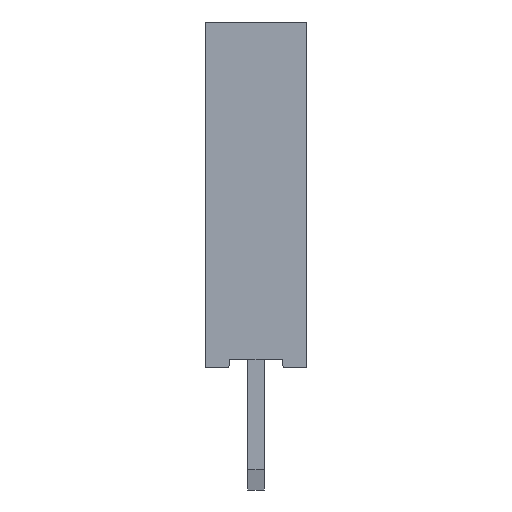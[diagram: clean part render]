
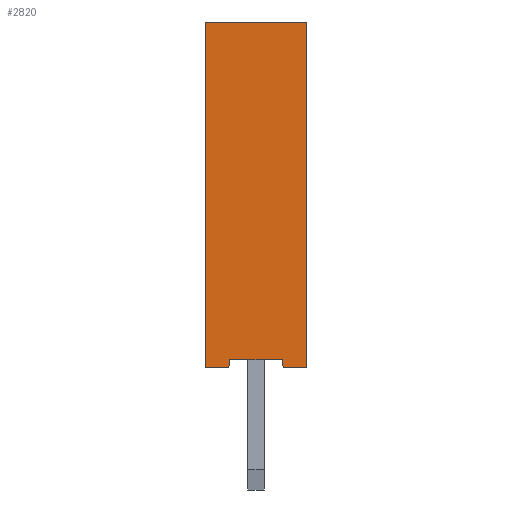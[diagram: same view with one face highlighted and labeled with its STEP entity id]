
A CAD part, front view. The second image highlights one B-rep face of the part: STEP entity #2820.
In plain terms, the highlighted planar face has unit normal (0, -1, 0).
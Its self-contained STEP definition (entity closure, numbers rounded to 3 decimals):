
#1020 = VERTEX_POINT('',#1021);
#1021 = CARTESIAN_POINT('',(-1.25,-57.15,0.));
#1027 = EDGE_CURVE('',#1028,#1020,#1030,.T.);
#1028 = VERTEX_POINT('',#1029);
#1029 = CARTESIAN_POINT('',(-0.75,-57.15,0.));
#1030 = LINE('',#1031,#1032);
#1031 = CARTESIAN_POINT('',(1.25,-57.15,0.));
#1032 = VECTOR('',#1033,1.);
#1033 = DIRECTION('',(-1.,0.,0.));
#1051 = EDGE_CURVE('',#1052,#1028,#1054,.T.);
#1052 = VERTEX_POINT('',#1053);
#1053 = CARTESIAN_POINT('',(-0.65,-57.15,0.1));
#1054 = CIRCLE('',#1055,0.1);
#1055 = AXIS2_PLACEMENT_3D('',#1056,#1057,#1058);
#1056 = CARTESIAN_POINT('',(-0.75,-57.15,0.1));
#1057 = DIRECTION('',(-0.,1.,0.));
#1058 = DIRECTION('',(1.,0.,0.));
#1076 = VERTEX_POINT('',#1077);
#1077 = CARTESIAN_POINT('',(-0.65,-57.15,0.2));
#1083 = EDGE_CURVE('',#1052,#1076,#1084,.T.);
#1084 = LINE('',#1085,#1086);
#1085 = CARTESIAN_POINT('',(-0.65,-57.15,0.1));
#1086 = VECTOR('',#1087,1.);
#1087 = DIRECTION('',(0.,0.,1.));
#1100 = VERTEX_POINT('',#1101);
#1101 = CARTESIAN_POINT('',(0.65,-57.15,0.2));
#1107 = EDGE_CURVE('',#1076,#1100,#1108,.T.);
#1108 = LINE('',#1109,#1110);
#1109 = CARTESIAN_POINT('',(0.95,-57.15,0.2));
#1110 = VECTOR('',#1111,1.);
#1111 = DIRECTION('',(1.,0.,0.));
#1906 = VERTEX_POINT('',#1907);
#1907 = CARTESIAN_POINT('',(0.65,-57.15,0.1));
#1913 = EDGE_CURVE('',#1100,#1906,#1914,.T.);
#1914 = LINE('',#1915,#1916);
#1915 = CARTESIAN_POINT('',(0.65,-57.15,0.05));
#1916 = VECTOR('',#1917,1.);
#1917 = DIRECTION('',(-0.,-0.,-1.));
#1930 = EDGE_CURVE('',#1931,#1906,#1933,.T.);
#1931 = VERTEX_POINT('',#1932);
#1932 = CARTESIAN_POINT('',(0.75,-57.15,0.));
#1933 = CIRCLE('',#1934,0.1);
#1934 = AXIS2_PLACEMENT_3D('',#1935,#1936,#1937);
#1935 = CARTESIAN_POINT('',(0.75,-57.15,0.1));
#1936 = DIRECTION('',(-0.,1.,0.));
#1937 = DIRECTION('',(1.,0.,0.));
#1955 = EDGE_CURVE('',#1956,#1931,#1958,.T.);
#1956 = VERTEX_POINT('',#1957);
#1957 = CARTESIAN_POINT('',(1.25,-57.15,0.));
#1958 = LINE('',#1959,#1960);
#1959 = CARTESIAN_POINT('',(1.25,-57.15,0.));
#1960 = VECTOR('',#1961,1.);
#1961 = DIRECTION('',(-1.,0.,0.));
#1979 = VERTEX_POINT('',#1980);
#1980 = CARTESIAN_POINT('',(1.25,-57.15,8.5));
#1986 = EDGE_CURVE('',#1956,#1979,#1987,.T.);
#1987 = LINE('',#1988,#1989);
#1988 = CARTESIAN_POINT('',(1.25,-57.15,0.));
#1989 = VECTOR('',#1990,1.);
#1990 = DIRECTION('',(0.,0.,1.));
#2003 = VERTEX_POINT('',#2004);
#2004 = CARTESIAN_POINT('',(-1.25,-57.15,8.5));
#2010 = EDGE_CURVE('',#1979,#2003,#2011,.T.);
#2011 = LINE('',#2012,#2013);
#2012 = CARTESIAN_POINT('',(1.25,-57.15,8.5));
#2013 = VECTOR('',#2014,1.);
#2014 = DIRECTION('',(-1.,0.,0.));
#2807 = EDGE_CURVE('',#1020,#2003,#2808,.T.);
#2808 = LINE('',#2809,#2810);
#2809 = CARTESIAN_POINT('',(-1.25,-57.15,0.));
#2810 = VECTOR('',#2811,1.);
#2811 = DIRECTION('',(0.,0.,1.));
#2820 = ADVANCED_FACE('',(#2821),#2833,.T.);
#2821 = FACE_BOUND('',#2822,.T.);
#2822 = EDGE_LOOP('',(#2823,#2824,#2825,#2826,#2827,#2828,#2829,#2830,
    #2831,#2832));
#2823 = ORIENTED_EDGE('',*,*,#1955,.F.);
#2824 = ORIENTED_EDGE('',*,*,#1986,.T.);
#2825 = ORIENTED_EDGE('',*,*,#2010,.T.);
#2826 = ORIENTED_EDGE('',*,*,#2807,.F.);
#2827 = ORIENTED_EDGE('',*,*,#1027,.F.);
#2828 = ORIENTED_EDGE('',*,*,#1051,.F.);
#2829 = ORIENTED_EDGE('',*,*,#1083,.T.);
#2830 = ORIENTED_EDGE('',*,*,#1107,.T.);
#2831 = ORIENTED_EDGE('',*,*,#1913,.T.);
#2832 = ORIENTED_EDGE('',*,*,#1930,.F.);
#2833 = PLANE('',#2834);
#2834 = AXIS2_PLACEMENT_3D('',#2835,#2836,#2837);
#2835 = CARTESIAN_POINT('',(1.25,-57.15,0.));
#2836 = DIRECTION('',(0.,-1.,0.));
#2837 = DIRECTION('',(-1.,0.,0.));
